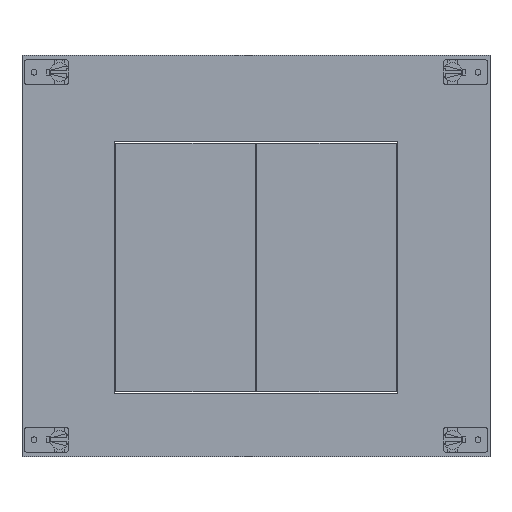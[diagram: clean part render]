
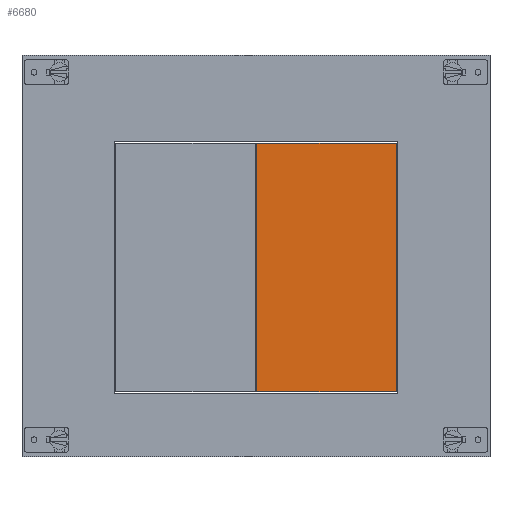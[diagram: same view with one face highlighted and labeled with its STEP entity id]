
A CAD part, top view. The second image highlights one B-rep face of the part: STEP entity #6680.
In plain terms, the highlighted planar face has unit normal (0, 0, 1).
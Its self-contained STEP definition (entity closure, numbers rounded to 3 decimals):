
#6565=DIRECTION('',(0.,1.,0.));
#6566=VECTOR('',#6565,186.);
#6567=CARTESIAN_POINT('',(49.5,-59.3,1.));
#6568=LINE('',#6567,#6566);
#6572=DIRECTION('',(1.,0.,0.));
#6573=VECTOR('',#6572,104.5);
#6574=CARTESIAN_POINT('',(-55.,-59.3,1.));
#6575=LINE('',#6574,#6573);
#6579=DIRECTION('',(0.,-1.,0.));
#6580=VECTOR('',#6579,186.);
#6581=CARTESIAN_POINT('',(-55.,126.7,1.));
#6582=LINE('',#6581,#6580);
#6586=DIRECTION('',(-1.,0.,0.));
#6587=VECTOR('',#6586,104.5);
#6588=CARTESIAN_POINT('',(49.5,126.7,1.));
#6589=LINE('',#6588,#6587);
#6649=CARTESIAN_POINT('',(-55.,126.7,1.));
#6650=CARTESIAN_POINT('',(-55.,-59.3,1.));
#6651=VERTEX_POINT('',#6649);
#6652=VERTEX_POINT('',#6650);
#6657=CARTESIAN_POINT('',(49.5,-59.3,1.));
#6658=CARTESIAN_POINT('',(49.5,126.7,1.));
#6659=VERTEX_POINT('',#6657);
#6660=VERTEX_POINT('',#6658);
#6665=CARTESIAN_POINT('',(0.,0.,1.));
#6666=DIRECTION('',(0.,0.,1.));
#6667=DIRECTION('',(1.,0.,0.));
#6668=AXIS2_PLACEMENT_3D('',#6665,#6666,#6667);
#6669=PLANE('',#6668);
#6671=ORIENTED_EDGE('',*,*,#6670,.F.);
#6673=ORIENTED_EDGE('',*,*,#6672,.F.);
#6675=ORIENTED_EDGE('',*,*,#6674,.F.);
#6677=ORIENTED_EDGE('',*,*,#6676,.F.);
#6678=EDGE_LOOP('',(#6671,#6673,#6675,#6677));
#6679=FACE_OUTER_BOUND('',#6678,.F.);
#6670=EDGE_CURVE('',#6659,#6660,#6568,.T.);
#6672=EDGE_CURVE('',#6652,#6659,#6575,.T.);
#6674=EDGE_CURVE('',#6651,#6652,#6582,.T.);
#6676=EDGE_CURVE('',#6660,#6651,#6589,.T.);
#6680=ADVANCED_FACE('',(#6679),#6669,.T.);
